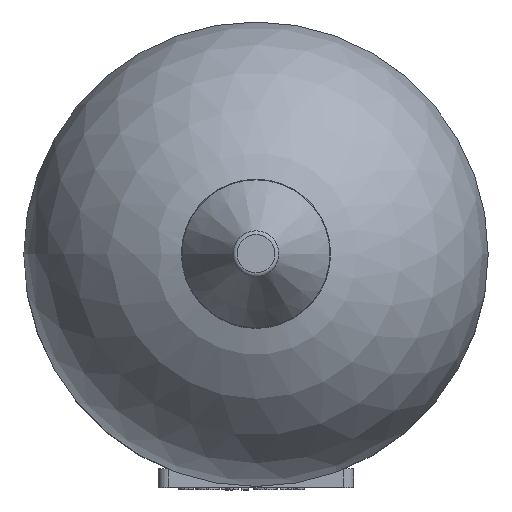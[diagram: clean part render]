
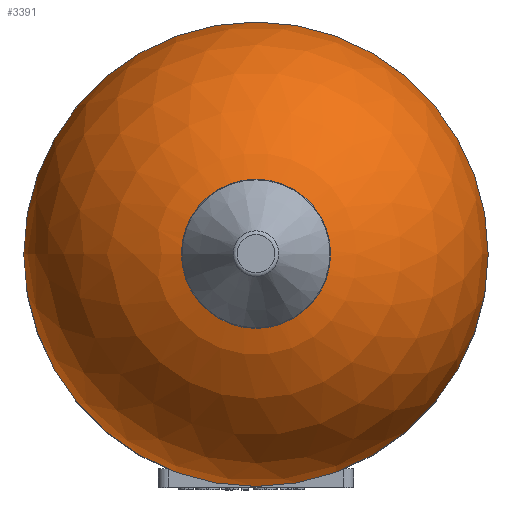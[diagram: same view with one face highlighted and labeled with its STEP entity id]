
A CAD part, top view. The second image highlights one B-rep face of the part: STEP entity #3391.
In plain terms, the highlighted spherical face has radius 66 mm.
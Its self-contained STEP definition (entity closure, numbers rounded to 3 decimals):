
#900=FACE_OUTER_BOUND($,#1115,.T.);
#1115=EDGE_LOOP($,(#2397));
#1369=CIRCLE($,#3636,66.);
#1557=VERTEX_POINT($,#5156);
#1901=EDGE_CURVE($,#1557,#1557,#1369,.T.);
#2397=ORIENTED_EDGE($,*,*,#1901,.F.);
#3389=SPHERICAL_SURFACE($,#3635,66.);
#3391=ADVANCED_FACE($,(#900),#3389,.T.);
#3635=AXIS2_PLACEMENT_3D($,#5155,#4040,#4041);
#3636=AXIS2_PLACEMENT_3D($,#5157,#4042,#4043);
#4040=DIRECTION('center_axis',(0.,0.,-1.));
#4041=DIRECTION('ref_axis',(-1.,0.,0.));
#4042=DIRECTION('center_axis',(0.,0.,-1.));
#4043=DIRECTION('ref_axis',(-1.,0.,0.));
#5155=CARTESIAN_POINT('Origin',(0.,0.,167.));
#5156=CARTESIAN_POINT('',(-66.,0.,167.));
#5157=CARTESIAN_POINT('Origin',(0.,0.,167.));
